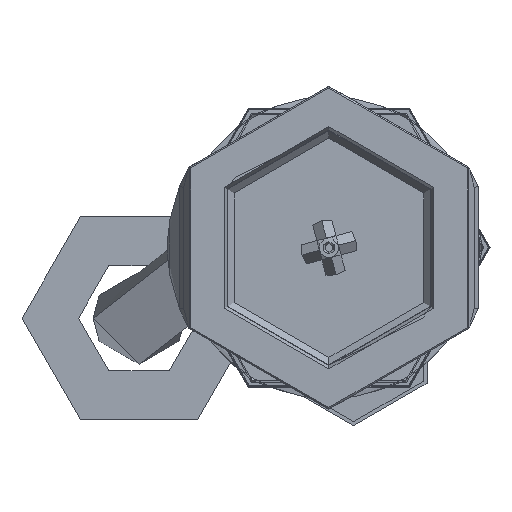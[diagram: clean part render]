
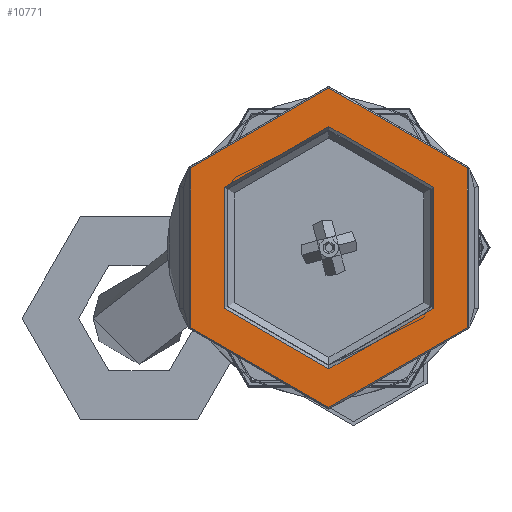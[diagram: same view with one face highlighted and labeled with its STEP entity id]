
A CAD part, left-side view. The second image highlights one B-rep face of the part: STEP entity #10771.
In plain terms, the highlighted planar face has unit normal (-1, 0, 0).
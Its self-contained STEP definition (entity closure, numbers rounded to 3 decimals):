
#52 = CARTESIAN_POINT ( 'NONE',  ( -151.2, 0., 15. ) ) ;
#130 = CARTESIAN_POINT ( 'NONE',  ( -151.2, 0., -15. ) ) ;
#132 = EDGE_CURVE ( 'NONE', #11180, #1735, #827, .T. ) ;
#438 = CARTESIAN_POINT ( 'NONE',  ( -151.2, 15., 0. ) ) ;
#583 = ORIENTED_EDGE ( 'NONE', *, *, #4571, .F. ) ;
#827 = CIRCLE ( 'NONE', #980, 15. ) ;
#892 = AXIS2_PLACEMENT_3D ( 'NONE', #438, #9552, #4121 ) ;
#980 = AXIS2_PLACEMENT_3D ( 'NONE', #6836, #1424, #7770 ) ;
#1153 = CARTESIAN_POINT ( 'NONE',  ( -151.2, 0., 0. ) ) ;
#1424 = DIRECTION ( 'NONE',  ( 1., 0., 0. ) ) ;
#1492 = AXIS2_PLACEMENT_3D ( 'NONE', #1153, #7506, #2068 ) ;
#1735 = VERTEX_POINT ( 'NONE', #130 ) ;
#1782 = DIRECTION ( 'NONE',  ( 1., 0., 0. ) ) ;
#1933 = EDGE_CURVE ( 'NONE', #1735, #11180, #9045, .T. ) ;
#2068 = DIRECTION ( 'NONE',  ( 0., 0., -1. ) ) ;
#2429 = ORIENTED_EDGE ( 'NONE', *, *, #4878, .F. ) ;
#2859 = DIRECTION ( 'NONE',  ( 1., 0., 0. ) ) ;
#2929 = ORIENTED_EDGE ( 'NONE', *, *, #132, .T. ) ;
#3199 = PLANE ( 'NONE',  #892 ) ;
#3709 = AXIS2_PLACEMENT_3D ( 'NONE', #7222, #1782, #8152 ) ;
#4121 = DIRECTION ( 'NONE',  ( 0., 0., 1. ) ) ;
#4167 = EDGE_LOOP ( 'NONE', ( #2929, #11006 ) ) ;
#4571 = EDGE_CURVE ( 'NONE', #11659, #10755, #10859, .T. ) ;
#4878 = EDGE_CURVE ( 'NONE', #10755, #11659, #11270, .T. ) ;
#4953 = CARTESIAN_POINT ( 'NONE',  ( -151.2, 0., 19.785 ) ) ;
#6836 = CARTESIAN_POINT ( 'NONE',  ( -151.2, 0., 0. ) ) ;
#7146 = AXIS2_PLACEMENT_3D ( 'NONE', #8322, #2859, #9236 ) ;
#7222 = CARTESIAN_POINT ( 'NONE',  ( -151.2, 0., 0. ) ) ;
#7506 = DIRECTION ( 'NONE',  ( 1., 0., 0. ) ) ;
#7590 = FACE_BOUND ( 'NONE', #4167, .T. ) ;
#7770 = DIRECTION ( 'NONE',  ( 0., 0., 1. ) ) ;
#8152 = DIRECTION ( 'NONE',  ( 0., 0., -1. ) ) ;
#8322 = CARTESIAN_POINT ( 'NONE',  ( -151.2, 0., 0. ) ) ;
#8615 = CARTESIAN_POINT ( 'NONE',  ( -151.2, 0., -19.785 ) ) ;
#8948 = EDGE_LOOP ( 'NONE', ( #2429, #583 ) ) ;
#9045 = CIRCLE ( 'NONE', #7146, 15. ) ;
#9236 = DIRECTION ( 'NONE',  ( 0., 0., 1. ) ) ;
#9552 = DIRECTION ( 'NONE',  ( -1., 0., 0. ) ) ;
#10020 = FACE_OUTER_BOUND ( 'NONE', #8948, .T. ) ;
#10755 = VERTEX_POINT ( 'NONE', #8615 ) ;
#10771 = ADVANCED_FACE ( 'NONE', ( #7590, #10020 ), #3199, .T. ) ;
#10859 = CIRCLE ( 'NONE', #1492, 19.785 ) ;
#11006 = ORIENTED_EDGE ( 'NONE', *, *, #1933, .T. ) ;
#11180 = VERTEX_POINT ( 'NONE', #52 ) ;
#11270 = CIRCLE ( 'NONE', #3709, 19.785 ) ;
#11659 = VERTEX_POINT ( 'NONE', #4953 ) ;
